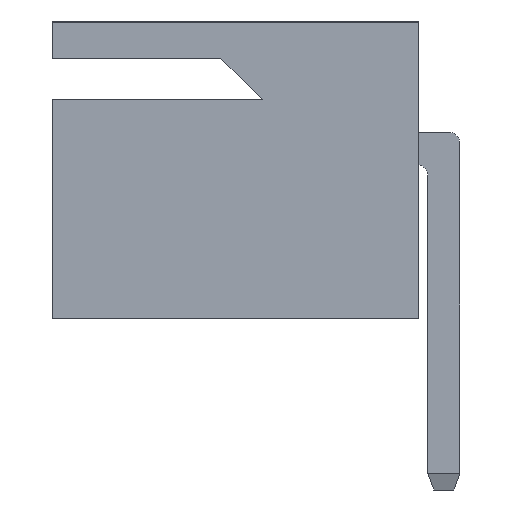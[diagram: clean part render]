
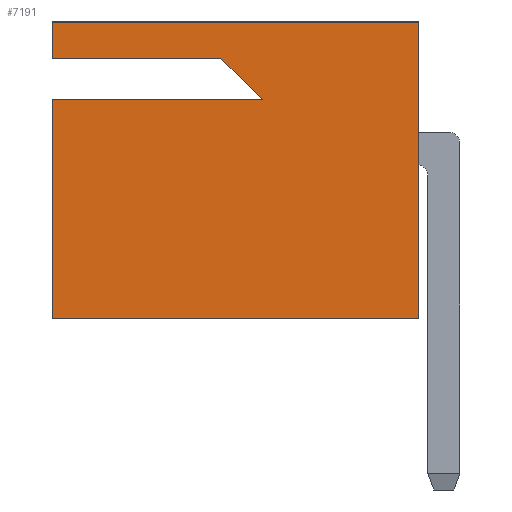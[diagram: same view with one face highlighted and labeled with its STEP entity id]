
A CAD part, left-side view. The second image highlights one B-rep face of the part: STEP entity #7191.
In plain terms, the highlighted planar face has unit normal (-1, 0, 0).
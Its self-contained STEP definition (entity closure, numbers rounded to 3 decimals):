
#579=ORIENTED_EDGE('',*,*,#2033,.T.);
#580=ORIENTED_EDGE('',*,*,#2034,.T.);
#581=ORIENTED_EDGE('',*,*,#2035,.T.);
#582=ORIENTED_EDGE('',*,*,#1977,.T.);
#583=ORIENTED_EDGE('',*,*,#2032,.F.);
#584=ORIENTED_EDGE('',*,*,#1984,.F.);
#585=ORIENTED_EDGE('',*,*,#1939,.T.);
#586=ORIENTED_EDGE('',*,*,#2036,.T.);
#1939=EDGE_CURVE('',#2681,#2680,#3158,.T.);
#1977=EDGE_CURVE('',#2698,#2711,#3196,.T.);
#1984=EDGE_CURVE('',#2681,#2717,#3203,.T.);
#2032=EDGE_CURVE('',#2717,#2711,#3251,.T.);
#2033=EDGE_CURVE('',#2746,#2747,#3252,.T.);
#2034=EDGE_CURVE('',#2747,#2748,#3253,.T.);
#2035=EDGE_CURVE('',#2748,#2698,#3254,.T.);
#2036=EDGE_CURVE('',#2680,#2746,#3255,.T.);
#2680=VERTEX_POINT('',#8983);
#2681=VERTEX_POINT('',#8985);
#2698=VERTEX_POINT('',#9030);
#2711=VERTEX_POINT('',#9057);
#2717=VERTEX_POINT('',#9072);
#2746=VERTEX_POINT('',#9160);
#2747=VERTEX_POINT('',#9161);
#2748=VERTEX_POINT('',#9163);
#3158=LINE('',#8984,#3625);
#3196=LINE('',#9058,#3663);
#3203=LINE('',#9071,#3670);
#3251=LINE('',#9157,#3718);
#3252=LINE('',#9159,#3719);
#3253=LINE('',#9162,#3720);
#3254=LINE('',#9164,#3721);
#3255=LINE('',#9165,#3722);
#3625=VECTOR('',#7905,1000.);
#3663=VECTOR('',#7953,1000.);
#3670=VECTOR('',#7962,1000.);
#3718=VECTOR('',#8028,1000.);
#3719=VECTOR('',#8031,1000.);
#3720=VECTOR('',#8032,1000.);
#3721=VECTOR('',#8033,1000.);
#3722=VECTOR('',#8034,1000.);
#4067=EDGE_LOOP('',(#579,#580,#581,#582,#583,#584,#585,#586));
#4400=FACE_BOUND('',#4067,.T.);
#4733=PLANE('',#7545);
#7191=ADVANCED_FACE('',(#4400),#4733,.T.);
#7545=AXIS2_PLACEMENT_3D('',#9158,#8029,#8030);
#7905=DIRECTION('',(0.,0.,-1.));
#7953=DIRECTION('',(0.,-1.,0.));
#7962=DIRECTION('',(0.,-1.,0.));
#8028=DIRECTION('',(0.,0.,-1.));
#8029=DIRECTION('',(-1.,0.,0.));
#8030=DIRECTION('',(0.,1.,0.));
#8031=DIRECTION('',(0.,-0.707,-0.707));
#8032=DIRECTION('',(0.,1.,0.));
#8033=DIRECTION('',(0.,0.,-1.));
#8034=DIRECTION('',(0.,-1.,0.));
#8983=CARTESIAN_POINT('',(-6.147,7.534,5.131));
#8984=CARTESIAN_POINT('',(-6.147,7.534,5.842));
#8985=CARTESIAN_POINT('',(-6.147,7.534,5.842));
#9030=CARTESIAN_POINT('',(-6.147,7.534,0.));
#9057=CARTESIAN_POINT('',(-6.147,0.32,0.));
#9058=CARTESIAN_POINT('',(-6.147,1.031,0.));
#9071=CARTESIAN_POINT('',(-6.147,1.031,5.842));
#9072=CARTESIAN_POINT('',(-6.147,0.32,5.842));
#9157=CARTESIAN_POINT('',(-6.147,0.32,5.842));
#9158=CARTESIAN_POINT('',(-6.147,1.031,5.842));
#9159=CARTESIAN_POINT('',(-6.147,4.206,5.131));
#9160=CARTESIAN_POINT('',(-6.147,4.206,5.131));
#9161=CARTESIAN_POINT('',(-6.147,3.393,4.318));
#9162=CARTESIAN_POINT('',(-6.147,3.393,4.318));
#9163=CARTESIAN_POINT('',(-6.147,7.534,4.318));
#9164=CARTESIAN_POINT('',(-6.147,7.534,5.842));
#9165=CARTESIAN_POINT('',(-6.147,7.534,5.131));
